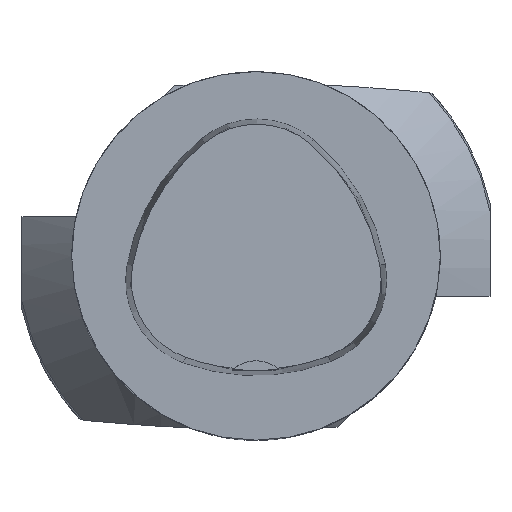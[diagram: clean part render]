
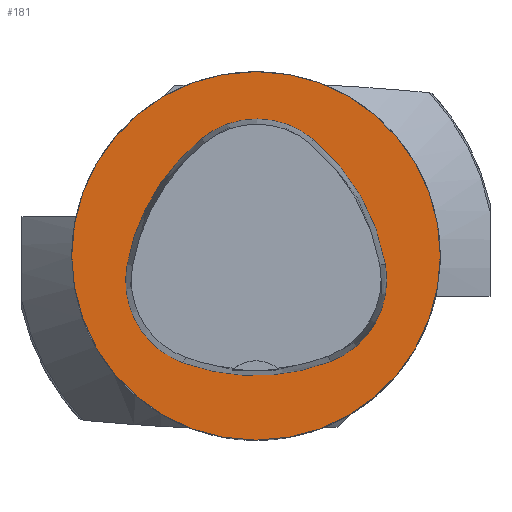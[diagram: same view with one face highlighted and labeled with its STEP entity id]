
A CAD part, top view. The second image highlights one B-rep face of the part: STEP entity #181.
In plain terms, the highlighted planar face has unit normal (0, 0, 1).
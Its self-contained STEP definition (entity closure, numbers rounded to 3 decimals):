
#44=PLANE('',#1408);
#181=ADVANCED_FACE('',(#357,#358),#44,.T.);
#324=CIRCLE('',#1372,31.5);
#329=CIRCLE('',#1386,36.);
#331=CIRCLE('',#1389,15.);
#333=CIRCLE('',#1392,36.);
#335=CIRCLE('',#1395,15.);
#339=CIRCLE('',#1400,36.);
#341=CIRCLE('',#1403,15.);
#357=FACE_BOUND('',#381,.T.);
#358=FACE_BOUND('',#382,.T.);
#381=EDGE_LOOP('',(#537,#538,#539,#540,#541,#542));
#382=EDGE_LOOP('',(#543));
#537=ORIENTED_EDGE('',*,*,#1020,.T.);
#538=ORIENTED_EDGE('',*,*,#1000,.T.);
#539=ORIENTED_EDGE('',*,*,#1004,.T.);
#540=ORIENTED_EDGE('',*,*,#1007,.T.);
#541=ORIENTED_EDGE('',*,*,#1010,.T.);
#542=ORIENTED_EDGE('',*,*,#1018,.T.);
#543=ORIENTED_EDGE('',*,*,#979,.F.);
#854=VERTEX_POINT('',#1828);
#875=VERTEX_POINT('',#1881);
#876=VERTEX_POINT('',#1882);
#879=VERTEX_POINT('',#1890);
#881=VERTEX_POINT('',#1896);
#883=VERTEX_POINT('',#1902);
#890=VERTEX_POINT('',#1923);
#979=EDGE_CURVE('',#854,#854,#324,.T.);
#1000=EDGE_CURVE('',#875,#876,#329,.T.);
#1004=EDGE_CURVE('',#876,#879,#331,.T.);
#1007=EDGE_CURVE('',#879,#881,#333,.T.);
#1010=EDGE_CURVE('',#881,#883,#335,.T.);
#1018=EDGE_CURVE('',#883,#890,#339,.T.);
#1020=EDGE_CURVE('',#890,#875,#341,.T.);
#1372=AXIS2_PLACEMENT_3D('',#1827,#1502,#1503);
#1386=AXIS2_PLACEMENT_3D('',#1880,#1536,#1537);
#1389=AXIS2_PLACEMENT_3D('',#1889,#1544,#1545);
#1392=AXIS2_PLACEMENT_3D('',#1895,#1551,#1552);
#1395=AXIS2_PLACEMENT_3D('',#1901,#1558,#1559);
#1400=AXIS2_PLACEMENT_3D('',#1924,#1570,#1571);
#1403=AXIS2_PLACEMENT_3D('',#1927,#1576,#1577);
#1408=AXIS2_PLACEMENT_3D('',#1932,#1586,#1587);
#1502=DIRECTION('',(0.,0.,-1.));
#1503=DIRECTION('',(-1.,0.,0.));
#1536=DIRECTION('',(0.,0.,-1.));
#1537=DIRECTION('',(-1.,0.,0.));
#1544=DIRECTION('',(0.,0.,-1.));
#1545=DIRECTION('',(-1.,0.,0.));
#1551=DIRECTION('',(0.,0.,-1.));
#1552=DIRECTION('',(-1.,0.,0.));
#1558=DIRECTION('',(0.,0.,-1.));
#1559=DIRECTION('',(-1.,0.,0.));
#1570=DIRECTION('',(0.,0.,-1.));
#1571=DIRECTION('',(-1.,0.,0.));
#1576=DIRECTION('',(0.,0.,-1.));
#1577=DIRECTION('',(-1.,0.,0.));
#1586=DIRECTION('',(0.,0.,1.));
#1587=DIRECTION('',(1.,0.,0.));
#1827=CARTESIAN_POINT('',(0.,0.,0.));
#1828=CARTESIAN_POINT('',(-31.5,0.,0.));
#1880=CARTESIAN_POINT('',(13.398,-7.893,0.));
#1881=CARTESIAN_POINT('',(-22.041,-1.562,0.));
#1882=CARTESIAN_POINT('',(-9.317,20.036,0.));
#1889=CARTESIAN_POINT('',(0.148,8.399,0.));
#1890=CARTESIAN_POINT('',(9.779,19.898,0.));
#1895=CARTESIAN_POINT('',(-13.337,-7.7,0.));
#1896=CARTESIAN_POINT('',(22.122,-1.48,0.));
#1901=CARTESIAN_POINT('',(7.347,-4.071,0.));
#1902=CARTESIAN_POINT('',(12.693,-18.087,0.));
#1923=CARTESIAN_POINT('',(-12.373,-18.307,0.));
#1924=CARTESIAN_POINT('',(-0.137,15.55,0.));
#1927=CARTESIAN_POINT('',(-7.275,-4.2,0.));
#1932=CARTESIAN_POINT('',(0.,0.,0.));
